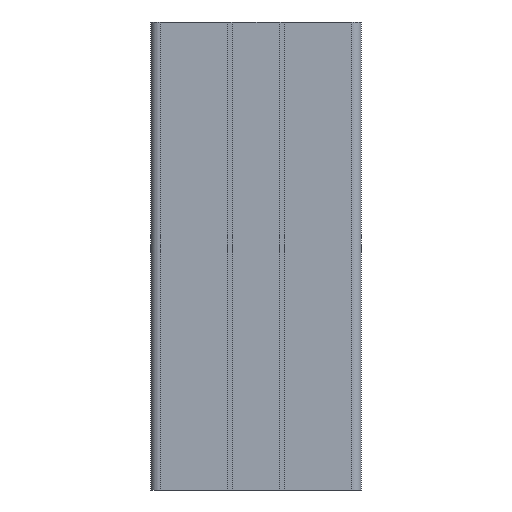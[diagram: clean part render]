
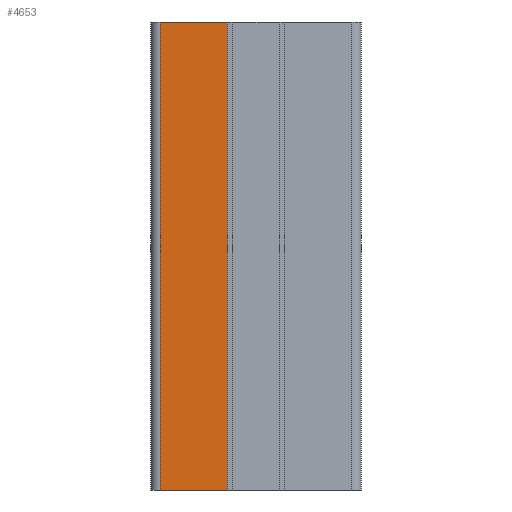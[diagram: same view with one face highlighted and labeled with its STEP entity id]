
A CAD part, left-side view. The second image highlights one B-rep face of the part: STEP entity #4653.
In plain terms, the highlighted planar face has unit normal (-1, 0, 0).
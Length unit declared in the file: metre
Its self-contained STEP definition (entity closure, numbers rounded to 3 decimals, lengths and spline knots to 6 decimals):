
#355=FACE_OUTER_BOUND('',#585,.T.);
#585=EDGE_LOOP('',(#3591,#3592,#3593,#3594));
#1083=LINE('',#7315,#1655);
#1084=LINE('',#7318,#1656);
#1085=LINE('',#7320,#1657);
#1086=LINE('',#7321,#1658);
#1655=VECTOR('',#5958,0.1);
#1656=VECTOR('',#5961,0.0144);
#1657=VECTOR('',#5962,0.0144);
#1658=VECTOR('',#5963,0.1);
#2135=VERTEX_POINT('',#7311);
#2136=VERTEX_POINT('',#7313);
#2137=VERTEX_POINT('',#7317);
#2138=VERTEX_POINT('',#7319);
#2749=EDGE_CURVE('',#2136,#2135,#1083,.T.);
#2750=EDGE_CURVE('',#2137,#2135,#1084,.T.);
#2751=EDGE_CURVE('',#2138,#2136,#1085,.T.);
#2752=EDGE_CURVE('',#2138,#2137,#1086,.T.);
#3591=ORIENTED_EDGE('',*,*,#2750,.T.);
#3592=ORIENTED_EDGE('',*,*,#2749,.F.);
#3593=ORIENTED_EDGE('',*,*,#2751,.F.);
#3594=ORIENTED_EDGE('',*,*,#2752,.T.);
#4446=PLANE('',#4972);
#4653=ADVANCED_FACE('',(#355),#4446,.F.);
#4972=AXIS2_PLACEMENT_3D('',#7316,#5959,#5960);
#5958=DIRECTION('',(0.,0.,1.));
#5959=DIRECTION('center_axis',(1.,0.,0.));
#5960=DIRECTION('ref_axis',(0.,0.,-1.));
#5961=DIRECTION('',(0.,1.,0.));
#5962=DIRECTION('',(0.,1.,0.));
#5963=DIRECTION('',(0.,0.,1.));
#7311=CARTESIAN_POINT('',(0.842594,1.044542,0.044414));
#7313=CARTESIAN_POINT('',(0.842594,1.044542,-0.055586));
#7315=CARTESIAN_POINT('',(0.842594,1.044542,-0.055586));
#7316=CARTESIAN_POINT('Origin',(0.842594,1.030142,-0.955586));
#7317=CARTESIAN_POINT('',(0.842594,1.030142,0.044414));
#7318=CARTESIAN_POINT('',(0.842594,1.030142,0.044414));
#7319=CARTESIAN_POINT('',(0.842594,1.030142,-0.055586));
#7320=CARTESIAN_POINT('',(0.842594,1.030142,-0.055586));
#7321=CARTESIAN_POINT('',(0.842594,1.030142,-0.055586));
